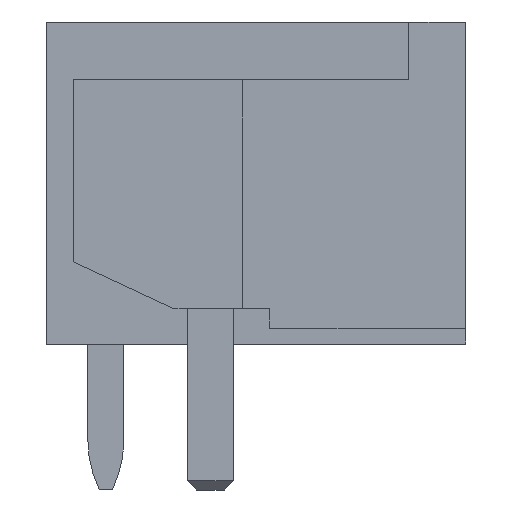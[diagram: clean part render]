
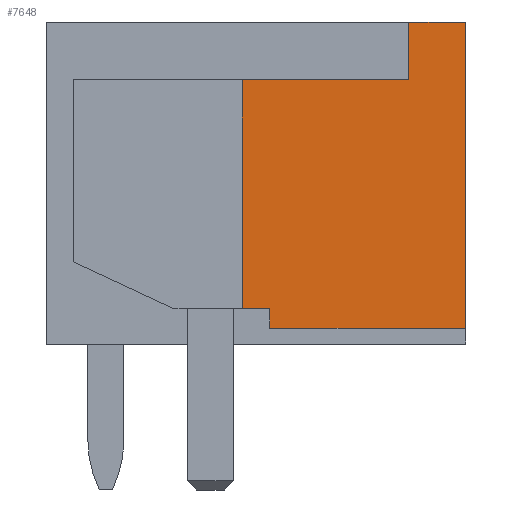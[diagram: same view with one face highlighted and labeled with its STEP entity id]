
A CAD part, left-side view. The second image highlights one B-rep face of the part: STEP entity #7648.
In plain terms, the highlighted planar face has unit normal (-1, 0, 0).
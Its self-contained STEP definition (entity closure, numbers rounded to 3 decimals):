
#7617=AXIS2_PLACEMENT_3D('Plane Axis2P3D',#7614,#7615,#7616) ;
#362=CARTESIAN_POINT('Vertex',(0.,0.,10.27)) ;
#365=CARTESIAN_POINT('Line Origine',(0.,0.,6.91)) ;
#369=CARTESIAN_POINT('Vertex',(0.,0.,3.55)) ;
#1135=CARTESIAN_POINT('Vertex',(0.,1.25,10.27)) ;
#1138=CARTESIAN_POINT('Line Origine',(0.,0.625,10.27)) ;
#7551=CARTESIAN_POINT('Vertex',(0.,4.3,3.55)) ;
#7554=CARTESIAN_POINT('Line Origine',(0.,4.3,3.765)) ;
#7558=CARTESIAN_POINT('Vertex',(0.,4.3,3.98)) ;
#7578=CARTESIAN_POINT('Line Origine',(0.,2.15,3.55)) ;
#7599=CARTESIAN_POINT('Vertex',(0.,1.25,9.)) ;
#7602=CARTESIAN_POINT('Line Origine',(0.,1.25,9.635)) ;
#7614=CARTESIAN_POINT('Axis2P3D Location',(0.,0.,0.)) ;
#7619=CARTESIAN_POINT('Line Origine',(0.,4.6,3.98)) ;
#7623=CARTESIAN_POINT('Vertex',(0.,4.9,3.98)) ;
#7626=CARTESIAN_POINT('Line Origine',(0.,3.075,9.)) ;
#7630=CARTESIAN_POINT('Vertex',(0.,4.9,9.)) ;
#7633=CARTESIAN_POINT('Line Origine',(0.,4.9,6.49)) ;
#366=DIRECTION('Vector Direction',(0.,0.,-1.)) ;
#1139=DIRECTION('Vector Direction',(0.,-1.,0.)) ;
#7555=DIRECTION('Vector Direction',(0.,0.,1.)) ;
#7579=DIRECTION('Vector Direction',(0.,1.,0.)) ;
#7603=DIRECTION('Vector Direction',(0.,0.,1.)) ;
#7615=DIRECTION('Axis2P3D Direction',(-1.,0.,0.)) ;
#7616=DIRECTION('Axis2P3D XDirection',(0.,-1.,0.)) ;
#7620=DIRECTION('Vector Direction',(0.,1.,0.)) ;
#7627=DIRECTION('Vector Direction',(0.,-1.,0.)) ;
#7634=DIRECTION('Vector Direction',(0.,0.,-1.)) ;
#367=VECTOR('Line Direction',#366,1.) ;
#1140=VECTOR('Line Direction',#1139,1.) ;
#7556=VECTOR('Line Direction',#7555,1.) ;
#7580=VECTOR('Line Direction',#7579,1.) ;
#7604=VECTOR('Line Direction',#7603,1.) ;
#7621=VECTOR('Line Direction',#7620,1.) ;
#7628=VECTOR('Line Direction',#7627,1.) ;
#7635=VECTOR('Line Direction',#7634,1.) ;
#7639=ORIENTED_EDGE('',*,*,#7625,.T.) ;
#7640=ORIENTED_EDGE('',*,*,#7560,.T.) ;
#7641=ORIENTED_EDGE('',*,*,#7582,.T.) ;
#7642=ORIENTED_EDGE('',*,*,#371,.T.) ;
#7643=ORIENTED_EDGE('',*,*,#1142,.T.) ;
#7644=ORIENTED_EDGE('',*,*,#7606,.T.) ;
#7645=ORIENTED_EDGE('',*,*,#7632,.T.) ;
#7646=ORIENTED_EDGE('',*,*,#7637,.T.) ;
#7648=ADVANCED_FACE('HOUSING',(#7647),#7618,.T.) ;
#371=EDGE_CURVE('',#370,#363,#368,.F.) ;
#1142=EDGE_CURVE('',#363,#1136,#1141,.F.) ;
#7560=EDGE_CURVE('',#7559,#7552,#7557,.F.) ;
#7582=EDGE_CURVE('',#7552,#370,#7581,.F.) ;
#7606=EDGE_CURVE('',#1136,#7600,#7605,.F.) ;
#7625=EDGE_CURVE('',#7624,#7559,#7622,.F.) ;
#7632=EDGE_CURVE('',#7600,#7631,#7629,.F.) ;
#7637=EDGE_CURVE('',#7631,#7624,#7636,.T.) ;
#7638=EDGE_LOOP('',(#7639,#7640,#7641,#7642,#7643,#7644,#7645,#7646)) ;
#7647=FACE_OUTER_BOUND('',#7638,.T.) ;
#368=LINE('Line',#365,#367) ;
#1141=LINE('Line',#1138,#1140) ;
#7557=LINE('Line',#7554,#7556) ;
#7581=LINE('Line',#7578,#7580) ;
#7605=LINE('Line',#7602,#7604) ;
#7622=LINE('Line',#7619,#7621) ;
#7629=LINE('Line',#7626,#7628) ;
#7636=LINE('Line',#7633,#7635) ;
#7618=PLANE('',#7617) ;
#363=VERTEX_POINT('',#362) ;
#370=VERTEX_POINT('',#369) ;
#1136=VERTEX_POINT('',#1135) ;
#7552=VERTEX_POINT('',#7551) ;
#7559=VERTEX_POINT('',#7558) ;
#7600=VERTEX_POINT('',#7599) ;
#7624=VERTEX_POINT('',#7623) ;
#7631=VERTEX_POINT('',#7630) ;
